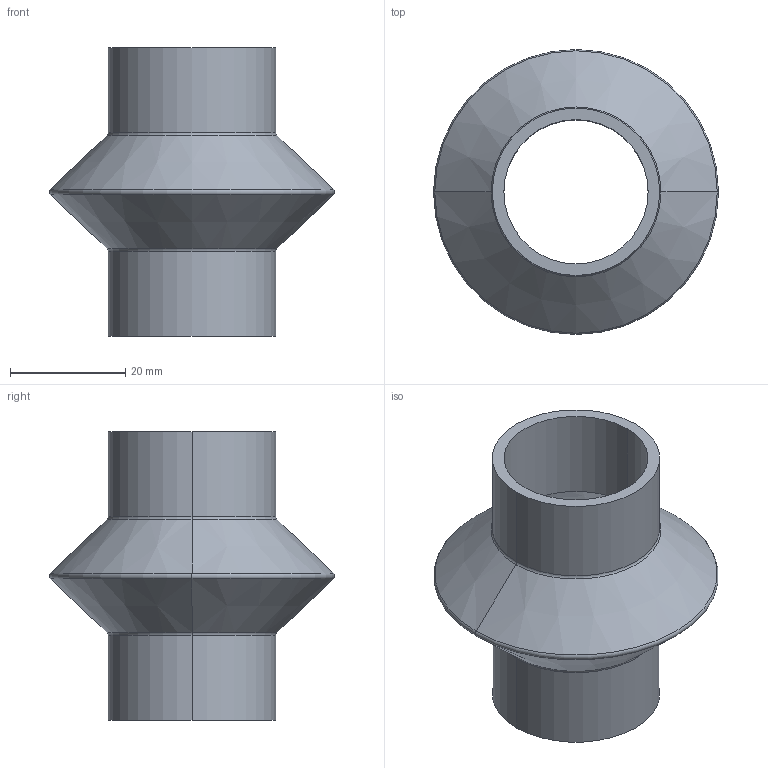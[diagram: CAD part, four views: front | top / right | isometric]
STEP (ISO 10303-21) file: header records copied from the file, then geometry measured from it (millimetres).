
FILE_DESCRIPTION (( 'STEP AP214' ), '1' );
FILE_NAME ('130 SMA 028.STEP', '2012-07-04T20:24:54', ( '' ), ( '' ), 'SwSTEP 2.0', 'SolidWorks 2010', '' );
FILE_SCHEMA (( 'AUTOMOTIVE_DESIGN' ));
Length unit declared in the file: millimetre
Products named in the file (1): 130 SMA 028
Bounding box: 49.37 x 49.37 x 50 mm (x, y, z)
Volume: 13338.9 mm3; surface area: 12977.7 mm2
Topology: 1 solids, 2 shells, 38 faces, 76 edges, 42 vertices
Faces by surface type: cylinder 12, cone 12, torus 10, plane 4
Entity records: 1024 total; most frequent: DIRECTION 206, CARTESIAN_POINT 157, ORIENTED_EDGE 152, AXIS2_PLACEMENT_3D 91, EDGE_CURVE 76, CIRCLE 52, VERTEX_POINT 42, EDGE_LOOP 42
